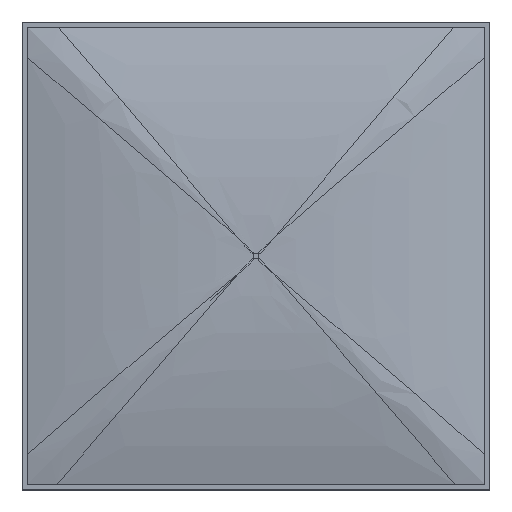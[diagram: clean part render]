
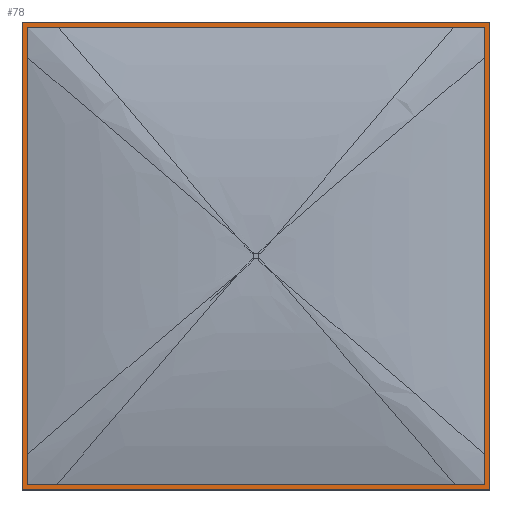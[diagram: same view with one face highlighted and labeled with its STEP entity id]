
A CAD part, top view. The second image highlights one B-rep face of the part: STEP entity #78.
In plain terms, the highlighted planar face has unit normal (0, 0, 1).
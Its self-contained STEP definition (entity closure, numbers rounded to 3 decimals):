
#22 = DIRECTION ( 'NONE',  ( -1., 0., 0. ) ) ;
#39 = CARTESIAN_POINT ( 'NONE',  ( 0., 82., 2. ) ) ;
#41 = VERTEX_POINT ( 'NONE', #1331 ) ;
#57 = DIRECTION ( 'NONE',  ( 1., 0., 0. ) ) ;
#78 = ADVANCED_FACE ( 'NONE', ( #885, #308 ), #772, .T. ) ;
#92 = DIRECTION ( 'NONE',  ( 1., 0., 0. ) ) ;
#183 = EDGE_CURVE ( 'NONE', #1095, #701, #246, .T. ) ;
#208 = VECTOR ( 'NONE', #504, 1000. ) ;
#246 = LINE ( 'NONE', #1405, #255 ) ;
#255 = VECTOR ( 'NONE', #57, 1000. ) ;
#256 = ORIENTED_EDGE ( 'NONE', *, *, #675, .T. ) ;
#260 = LINE ( 'NONE', #974, #697 ) ;
#264 = ORIENTED_EDGE ( 'NONE', *, *, #183, .T. ) ;
#277 = LINE ( 'NONE', #1096, #884 ) ;
#279 = VECTOR ( 'NONE', #22, 1000. ) ;
#286 = LINE ( 'NONE', #489, #208 ) ;
#291 = ORIENTED_EDGE ( 'NONE', *, *, #490, .F. ) ;
#296 = CARTESIAN_POINT ( 'NONE',  ( 81., 81., 2. ) ) ;
#302 = VECTOR ( 'NONE', #394, 1000. ) ;
#308 = FACE_OUTER_BOUND ( 'NONE', #1414, .T. ) ;
#312 = CARTESIAN_POINT ( 'NONE',  ( 0., 0., 2. ) ) ;
#340 = VERTEX_POINT ( 'NONE', #1138 ) ;
#394 = DIRECTION ( 'NONE',  ( 0., 1., 0. ) ) ;
#426 = CARTESIAN_POINT ( 'NONE',  ( 1., 81., 2. ) ) ;
#489 = CARTESIAN_POINT ( 'NONE',  ( 82., 82., 2. ) ) ;
#490 = EDGE_CURVE ( 'NONE', #1334, #1048, #260, .T. ) ;
#504 = DIRECTION ( 'NONE',  ( 0., 1., 0. ) ) ;
#508 = LINE ( 'NONE', #296, #302 ) ;
#596 = VERTEX_POINT ( 'NONE', #1299 ) ;
#632 = CARTESIAN_POINT ( 'NONE',  ( 1., 1., 2. ) ) ;
#662 = CARTESIAN_POINT ( 'NONE',  ( 0., 0., 2. ) ) ;
#674 = AXIS2_PLACEMENT_3D ( 'NONE', #662, #1234, #1126 ) ;
#675 = EDGE_CURVE ( 'NONE', #340, #1095, #277, .T. ) ;
#694 = EDGE_LOOP ( 'NONE', ( #1192, #1424, #291, #1170 ) ) ;
#697 = VECTOR ( 'NONE', #1188, 1000. ) ;
#701 = VERTEX_POINT ( 'NONE', #903 ) ;
#736 = VERTEX_POINT ( 'NONE', #1012 ) ;
#772 = PLANE ( 'NONE',  #674 ) ;
#841 = ORIENTED_EDGE ( 'NONE', *, *, #937, .T. ) ;
#878 = DIRECTION ( 'NONE',  ( 0., -1., 0. ) ) ;
#880 = EDGE_CURVE ( 'NONE', #1048, #736, #929, .T. ) ;
#884 = VECTOR ( 'NONE', #878, 1000. ) ;
#885 = FACE_BOUND ( 'NONE', #694, .T. ) ;
#891 = DIRECTION ( 'NONE',  ( -1., 0., 0. ) ) ;
#903 = CARTESIAN_POINT ( 'NONE',  ( 82., 0., 2. ) ) ;
#929 = LINE ( 'NONE', #1377, #1084 ) ;
#937 = EDGE_CURVE ( 'NONE', #41, #340, #1068, .T. ) ;
#974 = CARTESIAN_POINT ( 'NONE',  ( 1., 81., 2. ) ) ;
#1009 = LINE ( 'NONE', #426, #1250 ) ;
#1012 = CARTESIAN_POINT ( 'NONE',  ( 81., 1., 2. ) ) ;
#1048 = VERTEX_POINT ( 'NONE', #632 ) ;
#1068 = LINE ( 'NONE', #39, #279 ) ;
#1069 = EDGE_CURVE ( 'NONE', #596, #1334, #1009, .T. ) ;
#1084 = VECTOR ( 'NONE', #92, 1000. ) ;
#1095 = VERTEX_POINT ( 'NONE', #312 ) ;
#1096 = CARTESIAN_POINT ( 'NONE',  ( 0., 82., 2. ) ) ;
#1126 = DIRECTION ( 'NONE',  ( 1., 0., 0. ) ) ;
#1129 = EDGE_CURVE ( 'NONE', #736, #596, #508, .T. ) ;
#1138 = CARTESIAN_POINT ( 'NONE',  ( 0., 82., 2. ) ) ;
#1170 = ORIENTED_EDGE ( 'NONE', *, *, #1069, .F. ) ;
#1188 = DIRECTION ( 'NONE',  ( 0., -1., 0. ) ) ;
#1192 = ORIENTED_EDGE ( 'NONE', *, *, #1129, .F. ) ;
#1234 = DIRECTION ( 'NONE',  ( 0., 0., 1. ) ) ;
#1250 = VECTOR ( 'NONE', #891, 1000. ) ;
#1280 = EDGE_CURVE ( 'NONE', #701, #41, #286, .T. ) ;
#1299 = CARTESIAN_POINT ( 'NONE',  ( 81., 81., 2. ) ) ;
#1318 = CARTESIAN_POINT ( 'NONE',  ( 1., 81., 2. ) ) ;
#1331 = CARTESIAN_POINT ( 'NONE',  ( 82., 82., 2. ) ) ;
#1334 = VERTEX_POINT ( 'NONE', #1318 ) ;
#1377 = CARTESIAN_POINT ( 'NONE',  ( 1., 1., 2. ) ) ;
#1405 = CARTESIAN_POINT ( 'NONE',  ( 0., 0., 2. ) ) ;
#1414 = EDGE_LOOP ( 'NONE', ( #256, #264, #1488, #841 ) ) ;
#1424 = ORIENTED_EDGE ( 'NONE', *, *, #880, .F. ) ;
#1488 = ORIENTED_EDGE ( 'NONE', *, *, #1280, .T. ) ;
